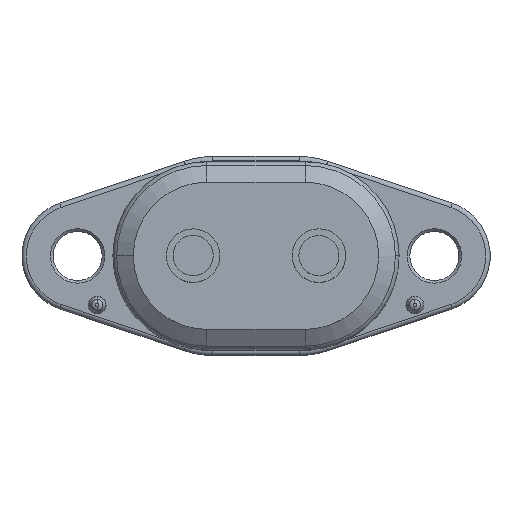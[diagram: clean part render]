
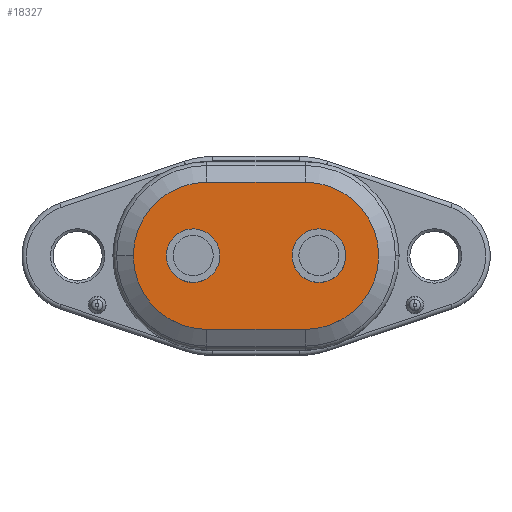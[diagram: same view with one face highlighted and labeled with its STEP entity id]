
A CAD part, top view. The second image highlights one B-rep face of the part: STEP entity #18327.
In plain terms, the highlighted planar face has unit normal (0, 0, 1).
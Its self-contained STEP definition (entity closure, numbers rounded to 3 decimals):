
#64 = AXIS2_PLACEMENT_3D ( 'NONE', #1665, #5102, #177 ) ;
#177 = DIRECTION ( 'NONE',  ( 1., 0., 0. ) ) ;
#183 = DIRECTION ( 'NONE',  ( -1., 0., 0. ) ) ;
#1095 = DIRECTION ( 'NONE',  ( 0., 0., 1. ) ) ;
#1348 = EDGE_CURVE ( 'NONE', #11773, #7582, #15051, .T. ) ;
#1665 = CARTESIAN_POINT ( 'NONE',  ( 5.5, 0., 12. ) ) ;
#1781 = LINE ( 'NONE', #14862, #7863 ) ;
#1847 = CIRCLE ( 'NONE', #5958, 8.25 ) ;
#2089 = CIRCLE ( 'NONE', #17160, 3. ) ;
#2540 = ORIENTED_EDGE ( 'NONE', *, *, #14867, .T. ) ;
#2601 = EDGE_CURVE ( 'NONE', #6575, #12055, #1781, .T. ) ;
#2815 = CARTESIAN_POINT ( 'NONE',  ( 5.5, 0., 12. ) ) ;
#2961 = DIRECTION ( 'NONE',  ( 1., 0., 0. ) ) ;
#3052 = DIRECTION ( 'NONE',  ( 0., 0., 1. ) ) ;
#3206 = EDGE_CURVE ( 'NONE', #14853, #6575, #4819, .T. ) ;
#3504 = PLANE ( 'NONE',  #64 ) ;
#3537 = DIRECTION ( 'NONE',  ( 0., 0., -1. ) ) ;
#3676 = CARTESIAN_POINT ( 'NONE',  ( -5.5, 8.25, 12. ) ) ;
#3751 = EDGE_CURVE ( 'NONE', #12055, #6753, #1847, .T. ) ;
#4180 = AXIS2_PLACEMENT_3D ( 'NONE', #4369, #10895, #17442 ) ;
#4369 = CARTESIAN_POINT ( 'NONE',  ( 7.05, 0., 12. ) ) ;
#4466 = AXIS2_PLACEMENT_3D ( 'NONE', #2815, #1095, #15887 ) ;
#4819 = CIRCLE ( 'NONE', #4466, 8.25 ) ;
#5102 = DIRECTION ( 'NONE',  ( 0., 0., 1. ) ) ;
#5591 = DIRECTION ( 'NONE',  ( 0., 0., -1. ) ) ;
#5958 = AXIS2_PLACEMENT_3D ( 'NONE', #18504, #7241, #20138 ) ;
#6185 = AXIS2_PLACEMENT_3D ( 'NONE', #14417, #3052, #2961 ) ;
#6575 = VERTEX_POINT ( 'NONE', #17359 ) ;
#6753 = VERTEX_POINT ( 'NONE', #13371 ) ;
#6988 = ORIENTED_EDGE ( 'NONE', *, *, #7714, .T. ) ;
#7059 = ORIENTED_EDGE ( 'NONE', *, *, #2601, .T. ) ;
#7241 = DIRECTION ( 'NONE',  ( 0., 0., 1. ) ) ;
#7582 = VERTEX_POINT ( 'NONE', #13937 ) ;
#7629 = DIRECTION ( 'NONE',  ( 1., 0., 0. ) ) ;
#7714 = EDGE_CURVE ( 'NONE', #8914, #11247, #12182, .T. ) ;
#7728 = LINE ( 'NONE', #12556, #8659 ) ;
#7863 = VECTOR ( 'NONE', #183, 1000. ) ;
#7884 = VERTEX_POINT ( 'NONE', #17123 ) ;
#8128 = CARTESIAN_POINT ( 'NONE',  ( -7.05, 0., 12. ) ) ;
#8659 = VECTOR ( 'NONE', #7629, 1000. ) ;
#8914 = VERTEX_POINT ( 'NONE', #11971 ) ;
#8935 = CIRCLE ( 'NONE', #6185, 8.25 ) ;
#10033 = FACE_BOUND ( 'NONE', #16716, .T. ) ;
#10566 = ORIENTED_EDGE ( 'NONE', *, *, #21160, .T. ) ;
#10895 = DIRECTION ( 'NONE',  ( 0., 0., -1. ) ) ;
#11247 = VERTEX_POINT ( 'NONE', #14788 ) ;
#11773 = VERTEX_POINT ( 'NONE', #18635 ) ;
#11777 = ORIENTED_EDGE ( 'NONE', *, *, #14340, .T. ) ;
#11971 = CARTESIAN_POINT ( 'NONE',  ( -7.639, -2.942, 12. ) ) ;
#12055 = VERTEX_POINT ( 'NONE', #3676 ) ;
#12182 = CIRCLE ( 'NONE', #14921, 3. ) ;
#12556 = CARTESIAN_POINT ( 'NONE',  ( -5.5, -8.25, 12. ) ) ;
#12847 = DIRECTION ( 'NONE',  ( 0., 0., -1. ) ) ;
#13041 = ORIENTED_EDGE ( 'NONE', *, *, #18173, .T. ) ;
#13371 = CARTESIAN_POINT ( 'NONE',  ( -5.5, -8.25, 12. ) ) ;
#13377 = DIRECTION ( 'NONE',  ( 1., 0., 0. ) ) ;
#13428 = CIRCLE ( 'NONE', #4180, 3. ) ;
#13937 = CARTESIAN_POINT ( 'NONE',  ( 4.05, 0., 12. ) ) ;
#14340 = EDGE_CURVE ( 'NONE', #11247, #8914, #2089, .T. ) ;
#14417 = CARTESIAN_POINT ( 'NONE',  ( 5.5, 0., 12. ) ) ;
#14788 = CARTESIAN_POINT ( 'NONE',  ( -6.461, 2.942, 12. ) ) ;
#14853 = VERTEX_POINT ( 'NONE', #18854 ) ;
#14855 = FACE_OUTER_BOUND ( 'NONE', #16936, .T. ) ;
#14862 = CARTESIAN_POINT ( 'NONE',  ( 5.5, 8.25, 12. ) ) ;
#14867 = EDGE_CURVE ( 'NONE', #7582, #11773, #13428, .T. ) ;
#14921 = AXIS2_PLACEMENT_3D ( 'NONE', #8128, #3537, #13377 ) ;
#15051 = CIRCLE ( 'NONE', #21254, 3. ) ;
#15335 = CARTESIAN_POINT ( 'NONE',  ( -7.05, 0., 12. ) ) ;
#15887 = DIRECTION ( 'NONE',  ( 1., 0., 0. ) ) ;
#16637 = DIRECTION ( 'NONE',  ( 1., 0., 0. ) ) ;
#16716 = EDGE_LOOP ( 'NONE', ( #6988, #11777 ) ) ;
#16936 = EDGE_LOOP ( 'NONE', ( #13041, #18081, #7059, #17283, #10566 ) ) ;
#17123 = CARTESIAN_POINT ( 'NONE',  ( 5.5, -8.25, 12. ) ) ;
#17160 = AXIS2_PLACEMENT_3D ( 'NONE', #15335, #5591, #16637 ) ;
#17283 = ORIENTED_EDGE ( 'NONE', *, *, #3751, .T. ) ;
#17359 = CARTESIAN_POINT ( 'NONE',  ( 5.5, 8.25, 12. ) ) ;
#17442 = DIRECTION ( 'NONE',  ( 1., 0., 0. ) ) ;
#17826 = ORIENTED_EDGE ( 'NONE', *, *, #1348, .T. ) ;
#18081 = ORIENTED_EDGE ( 'NONE', *, *, #3206, .T. ) ;
#18173 = EDGE_CURVE ( 'NONE', #7884, #14853, #8935, .T. ) ;
#18327 = ADVANCED_FACE ( 'NONE', ( #19705, #10033, #14855 ), #3504, .T. ) ;
#18504 = CARTESIAN_POINT ( 'NONE',  ( -5.5, 0., 12. ) ) ;
#18635 = CARTESIAN_POINT ( 'NONE',  ( 10.05, 0., 12. ) ) ;
#18854 = CARTESIAN_POINT ( 'NONE',  ( 13.75, 0., 12. ) ) ;
#19405 = DIRECTION ( 'NONE',  ( 1., 0., 0. ) ) ;
#19705 = FACE_BOUND ( 'NONE', #21159, .T. ) ;
#20138 = DIRECTION ( 'NONE',  ( 1., 0., 0. ) ) ;
#21133 = CARTESIAN_POINT ( 'NONE',  ( 7.05, 0., 12. ) ) ;
#21160 = EDGE_CURVE ( 'NONE', #6753, #7884, #7728, .T. ) ;
#21159 = EDGE_LOOP ( 'NONE', ( #2540, #17826 ) ) ;
#21254 = AXIS2_PLACEMENT_3D ( 'NONE', #21133, #12847, #19405 ) ;
